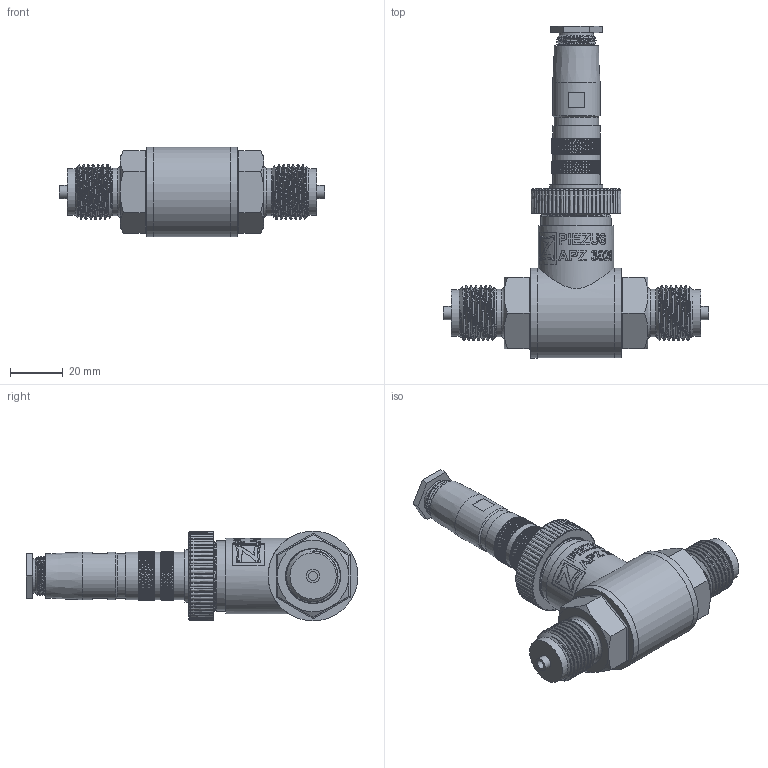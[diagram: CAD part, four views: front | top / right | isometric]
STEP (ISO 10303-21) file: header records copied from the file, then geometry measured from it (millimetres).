
FILE_DESCRIPTION(/* description */ (''),/* implementation_level */ '2;1');
FILE_NAME(/* name */ 'APZ3020_G1''2EN-axial_Binder.step',/* time_stamp */ '2021-07-28T15:25:40+03:00',/* author */ (''),/* organization */ (''),/* preprocessor_version */ 'ST-DEVELOPER v18.1',/* originating_system */ 'Autodesk Translation Framework v10.9.0.1377',/* authorisation */ '');
FILE_SCHEMA (('AUTOMOTIVE_DESIGN { 1 0 10303 214 3 1 1 }'));
Length unit declared in the file: millimetre
Products named in the file (9): АПЗ 3020 - filled; G1\2 EN; shell; shell2; nut M27x1.5 v8; Binder 723 assembly v4; Binder 723 female v10; Binder 723 male v8; nut3
Assembly tree (8 placements, depth 3):
  АПЗ 3020 - filled
    G1\2 EN
    shell
    shell2
    nut M27x1.5 v8
    Binder 723 assembly v4
      Binder 723 female v10
      Binder 723 male v8
    nut3
Bounding box: 100.4 x 125.63 x 34 mm (x, y, z)
Volume: 90318.6 mm3; surface area: 36470.9 mm2
Topology: 8 solids, 8 shells, 3587 faces, 9063 edges, 5922 vertices
Faces by surface type: plane 2165, cylinder 656, bspline 450, cone 311, torus 5
Full cylindrical faces by diameter (mm): 1 x15, 1.5 x5, 3.3 x2, 5 x2, 10 x1, 11.8 x1, 12 x1, 13 x1, 13.5 x1, 13.741 x3, 14.884 x2, 15.044 x5, 15.2 x1, 15.908 x4, 16.8 x1, 17.044 x7, 17.283 x6, 17.5 x2, 17.6 x1, 17.908 x7, 18 x6, 18.124 x7, 18.161 x2, 18.631 x12, 20 x1, 21.4 x2, 22.3 x1, 23.6 x1, 24 x3, 24.5 x2
Entity records: 140456 total; most frequent: CARTESIAN_POINT 54938, DIRECTION 18131, ORIENTED_EDGE 18126, EDGE_CURVE 9063, AXIS2_PLACEMENT_3D 7811, VERTEX_POINT 5922, EDGE_LOOP 4027, ELLIPSE 3882
